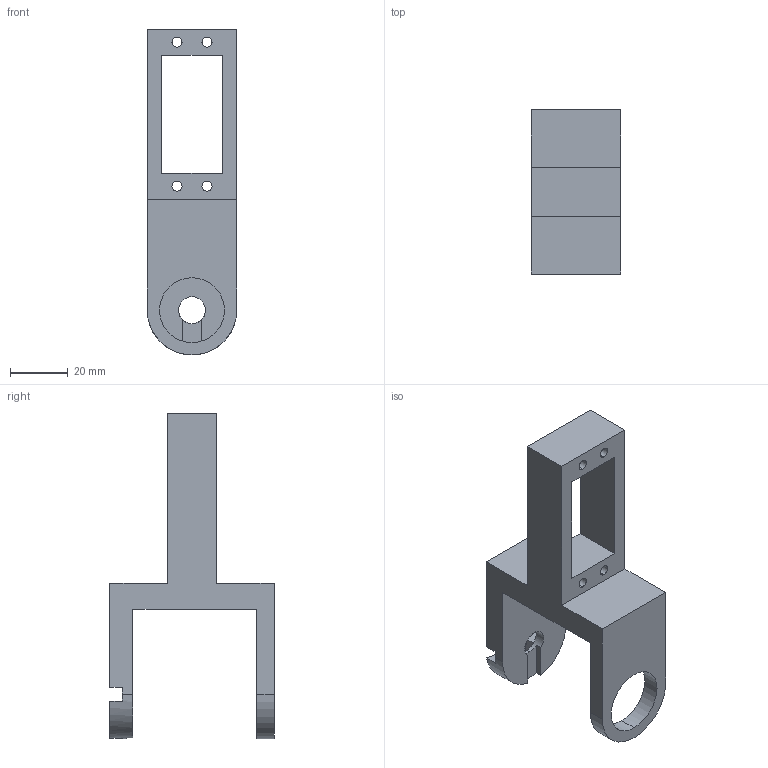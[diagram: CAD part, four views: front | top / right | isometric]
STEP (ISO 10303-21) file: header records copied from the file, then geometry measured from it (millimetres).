
FILE_DESCRIPTION (( 'STEP AP203' ), '1' );
FILE_NAME ('1D servo seg_Default_sldprt.STEP', '2021-06-03T14:23:56', ( '' ), ( '' ), 'SwSTEP 2.0', 'SolidWorks 2016', '' );
FILE_SCHEMA (( 'CONFIG_CONTROL_DESIGN' ));
Length unit declared in the file: millimetre
Products named in the file (1): 1D servo seg_Default_sldprt
Bounding box: 31 x 57 x 113 mm (x, y, z)
Volume: 44759 mm3; surface area: 18233.6 mm2
Topology: 1 solids, 1 shells, 52 faces, 153 edges, 102 vertices
Faces by surface type: plane 34, cylinder 18
Entity records: 1850 total; most frequent: CARTESIAN_POINT 308, ORIENTED_EDGE 306, DIRECTION 303, EDGE_CURVE 153, LINE 109, VECTOR 109, VERTEX_POINT 102, AXIS2_PLACEMENT_3D 97
